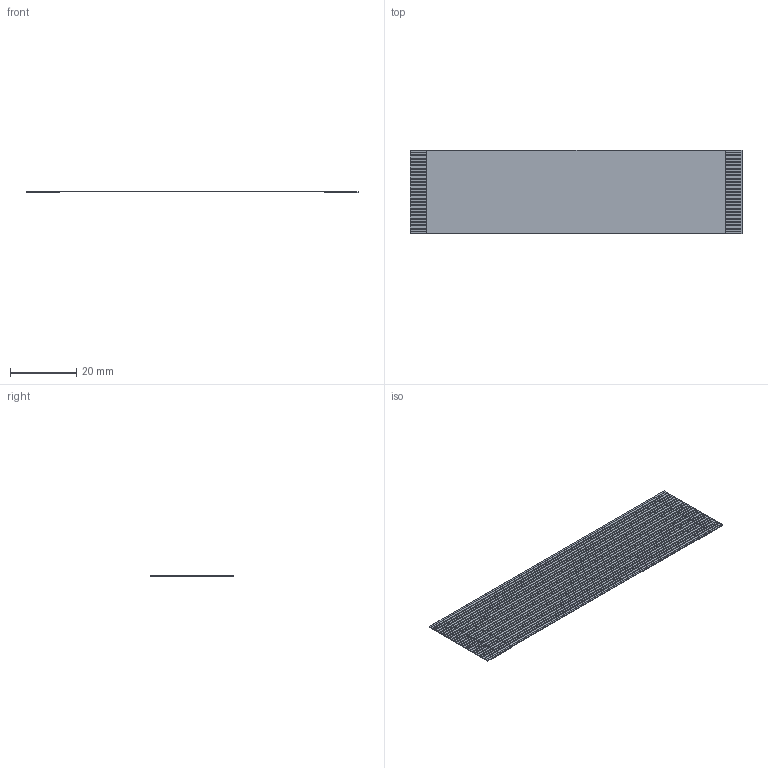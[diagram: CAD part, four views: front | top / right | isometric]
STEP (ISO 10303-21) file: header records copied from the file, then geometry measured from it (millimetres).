
FILE_DESCRIPTION(/* description */ ('Unknown'),/* implementation_level */ '2;1');
FILE_NAME(/* name */ '686624100001',/* time_stamp */ '2020-02-06T15:41:07+01:00',/* author */ ('Unknown'),/* organization */ ('Unknown'),/* preprocessor_version */ 'ST-DEVELOPER v16.7',/* originating_system */ 'DEX',/* authorisation */ $);
FILE_SCHEMA (('AUTOMOTIVE_DESIGN {1 0 10303 214 3 1 1}'));
Length unit declared in the file: millimetre
Products named in the file (2): 6866xx100001; 686624100001
Assembly tree (1 placements, depth 2):
  6866xx100001
    686624100001
Bounding box: 100 x 25 x 0.36 mm (x, y, z)
Volume: 362.7 mm3; surface area: 8327.5 mm2
Topology: 1 solids, 1 shells, 164 faces, 526 edges, 316 vertices
Faces by surface type: plane 164
Entity records: 6851 total; most frequent: ORIENTED_EDGE 1052, CARTESIAN_POINT 1008, DIRECTION 858, EDGE_CURVE 526, LINE 526, VECTOR 526, VERTEX_POINT 316, AXIS2_PLACEMENT_3D 166
